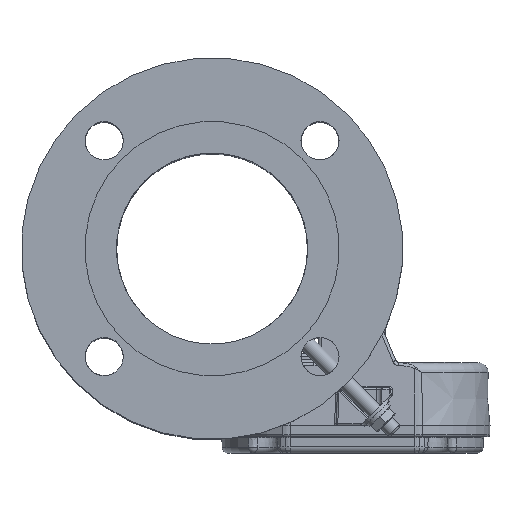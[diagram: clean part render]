
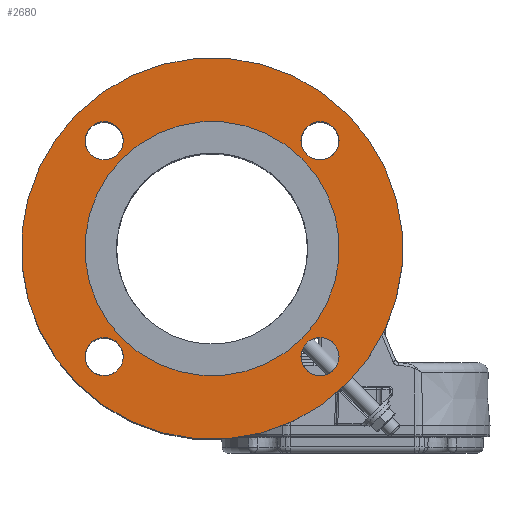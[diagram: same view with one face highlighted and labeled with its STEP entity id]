
A CAD part, top view. The second image highlights one B-rep face of the part: STEP entity #2680.
In plain terms, the highlighted planar face has unit normal (0, 0, 1).
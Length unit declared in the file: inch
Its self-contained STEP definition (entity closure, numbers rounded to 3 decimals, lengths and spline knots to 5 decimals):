
#2544=PLANE('',#12159);
#2680=ADVANCED_FACE('',(#3675,#3676,#3677,#3678,#3679,#3680),#2544,.T.);
#3675=FACE_BOUND('',#3892,.T.);
#3676=FACE_BOUND('',#3893,.T.);
#3677=FACE_BOUND('',#3894,.T.);
#3678=FACE_BOUND('',#3895,.T.);
#3679=FACE_BOUND('',#3896,.T.);
#3680=FACE_BOUND('',#3897,.T.);
#3892=EDGE_LOOP('',(#4833));
#3893=EDGE_LOOP('',(#4834));
#3894=EDGE_LOOP('',(#4835));
#3895=EDGE_LOOP('',(#4836));
#3896=EDGE_LOOP('',(#4837));
#3897=EDGE_LOOP('',(#4838));
#4833=ORIENTED_EDGE('',*,*,#9389,.T.);
#4834=ORIENTED_EDGE('',*,*,#9390,.T.);
#4835=ORIENTED_EDGE('',*,*,#9391,.T.);
#4836=ORIENTED_EDGE('',*,*,#9392,.T.);
#4837=ORIENTED_EDGE('',*,*,#9393,.F.);
#4838=ORIENTED_EDGE('',*,*,#9394,.F.);
#8343=VERTEX_POINT('',#17993);
#8344=VERTEX_POINT('',#17995);
#8345=VERTEX_POINT('',#17997);
#8346=VERTEX_POINT('',#17999);
#8347=VERTEX_POINT('',#18001);
#8348=VERTEX_POINT('',#18003);
#9389=EDGE_CURVE('',#8343,#8343,#11144,.T.);
#9390=EDGE_CURVE('',#8344,#8344,#11145,.T.);
#9391=EDGE_CURVE('',#8345,#8345,#11146,.T.);
#9392=EDGE_CURVE('',#8346,#8346,#11147,.T.);
#9393=EDGE_CURVE('',#8347,#8347,#11148,.T.);
#9394=EDGE_CURVE('',#8348,#8348,#11149,.T.);
#11144=CIRCLE('',#12153,0.375);
#11145=CIRCLE('',#12154,0.375);
#11146=CIRCLE('',#12155,0.375);
#11147=CIRCLE('',#12156,0.375);
#11148=CIRCLE('',#12157,2.5);
#11149=CIRCLE('',#12158,3.75);
#12153=AXIS2_PLACEMENT_3D('',#17992,#13966,#13967);
#12154=AXIS2_PLACEMENT_3D('',#17994,#13968,#13969);
#12155=AXIS2_PLACEMENT_3D('',#17996,#13970,#13971);
#12156=AXIS2_PLACEMENT_3D('',#17998,#13972,#13973);
#12157=AXIS2_PLACEMENT_3D('',#18000,#13974,#13975);
#12158=AXIS2_PLACEMENT_3D('',#18002,#13976,#13977);
#12159=AXIS2_PLACEMENT_3D('',#18004,#13978,#13979);
#13966=DIRECTION('',(0.,0.,-1.));
#13967=DIRECTION('',(0.,1.,0.));
#13968=DIRECTION('',(0.,0.,-1.));
#13969=DIRECTION('',(-1.,0.,0.));
#13970=DIRECTION('',(0.,0.,-1.));
#13971=DIRECTION('',(0.,-1.,0.));
#13972=DIRECTION('',(0.,0.,-1.));
#13973=DIRECTION('',(1.,0.,0.));
#13974=DIRECTION('',(0.,0.,1.));
#13975=DIRECTION('',(-0.707,-0.707,0.));
#13976=DIRECTION('',(0.,0.,-1.));
#13977=DIRECTION('',(0.707,0.707,0.));
#13978=DIRECTION('',(0.,0.,1.));
#13979=DIRECTION('',(-0.707,-0.707,0.));
#17992=CARTESIAN_POINT('',(3.69821,2.5358,1.10604));
#17993=CARTESIAN_POINT('',(3.69821,2.9108,1.10604));
#17994=CARTESIAN_POINT('',(3.69821,6.77844,1.10604));
#17995=CARTESIAN_POINT('',(3.32321,6.77844,1.10604));
#17996=CARTESIAN_POINT('',(-0.54443,6.77844,1.10604));
#17997=CARTESIAN_POINT('',(-0.54443,6.40344,1.10604));
#17998=CARTESIAN_POINT('',(-0.54443,2.5358,1.10604));
#17999=CARTESIAN_POINT('',(-0.16943,2.5358,1.10604));
#18000=CARTESIAN_POINT('',(1.57689,4.65712,1.10604));
#18001=CARTESIAN_POINT('',(-0.19088,2.88936,1.10604));
#18002=CARTESIAN_POINT('',(1.57689,4.65712,1.10604));
#18003=CARTESIAN_POINT('',(4.22854,7.30877,1.10604));
#18004=CARTESIAN_POINT('',(1.57689,4.65712,1.10604));
